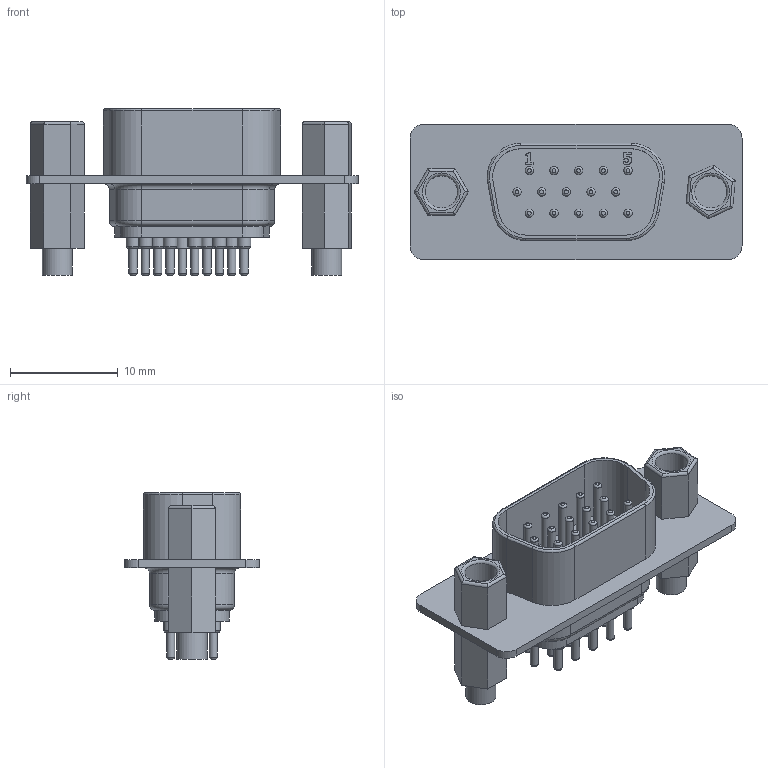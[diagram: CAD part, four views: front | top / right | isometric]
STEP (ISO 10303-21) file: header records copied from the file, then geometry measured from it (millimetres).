
FILE_DESCRIPTION(('CAx-IF Rec.Pracs.---Model Styling and Organization---1.5---2016-08-15','CAx-IF Rec.Pracs.---Geometric and Assembly Validation Properties---4.4---2016-08-17','CAx-IF Rec.Pracs.---User Defined Attributes---1.5---2016-08-15','CAx-IF Rec.Pracs.---External References---2.1---2005-01-19'),'2;1');
FILE_NAME('VGA_MALE_PCB.stp','2024-01-14T00:41:23',('Unspecified'),('Unspecified'),'CAD Exchanger 3.24.0 (cadexchanger.com)','Unspecified','');
FILE_SCHEMA(('AP242_MANAGED_MODEL_BASED_3D_ENGINEERING_MIM_LF { 1 0 10303 442 1 1 4 }'));
Length unit declared in the file: millimetre
Products named in the file (1): VGA_MALE_PCB
Bounding box: 30.81 x 12.55 x 15.46 mm (x, y, z)
Volume: 1295.7 mm3; surface area: 2431.4 mm2
Topology: 2 solids, 2 shells, 290 faces, 599 edges, 370 vertices
Faces by surface type: plane 123, cylinder 94, torus 58, extrusion 15
Full cylindrical faces by diameter (mm): 0.76 x30, 1.27 x15, 2.794 x2, 3 x3
Entity records: 9512 total; most frequent: CARTESIAN_POINT 1999, DIRECTION 1268, ORIENTED_EDGE 1198, EDGE_CURVE 599, AXIS2_PLACEMENT_3D 506, VERTEX_POINT 370, FACE_BOUND 349, EDGE_LOOP 349
